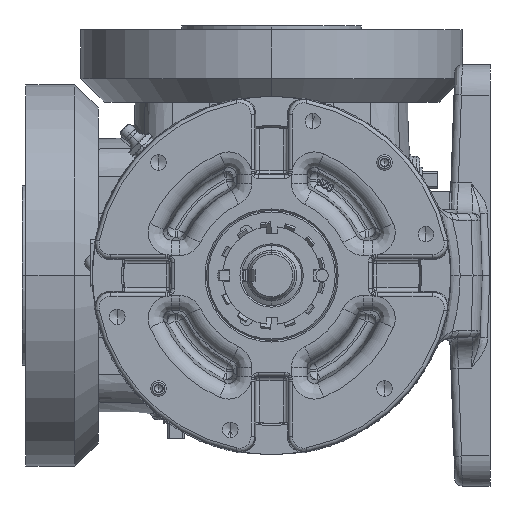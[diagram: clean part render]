
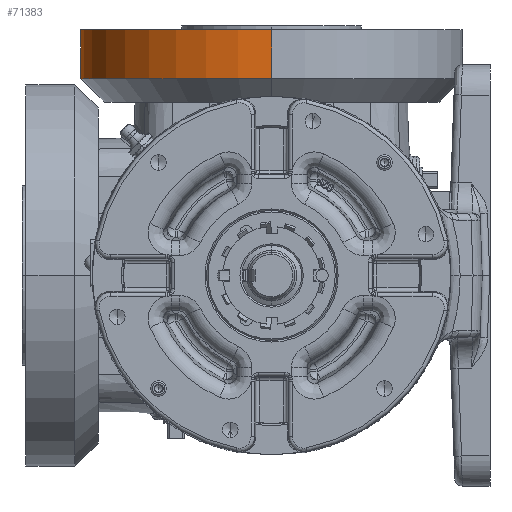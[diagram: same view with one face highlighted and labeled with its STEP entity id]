
A CAD part, left-side view. The second image highlights one B-rep face of the part: STEP entity #71383.
In plain terms, the highlighted cylindrical face has radius 77.724 mm (diameter 155.448 mm), a partial arc.
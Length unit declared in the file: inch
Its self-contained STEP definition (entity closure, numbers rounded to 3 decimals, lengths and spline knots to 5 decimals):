
#10459 = AXIS2_PLACEMENT_3D ( 'NONE', #123513, #181812, #144192 ) ;
#13672 = ORIENTED_EDGE ( 'NONE', *, *, #224006, .T. ) ;
#22803 = FACE_OUTER_BOUND ( 'NONE', #152517, .T. ) ;
#24535 = CARTESIAN_POINT ( 'NONE',  ( 1.835, 0., 3.94 ) ) ;
#31110 = LINE ( 'NONE', #67165, #132064 ) ;
#38609 = CARTESIAN_POINT ( 'NONE',  ( 4.895, 0., 3.94 ) ) ;
#45053 = DIRECTION ( 'NONE',  ( -1., 0., 0. ) ) ;
#59326 = DIRECTION ( 'NONE',  ( -1., 0., 0. ) ) ;
#65912 = CIRCLE ( 'NONE', #210697, 3.06 ) ;
#67165 = CARTESIAN_POINT ( 'NONE',  ( -1.225, 0., 2.4376 ) ) ;
#71383 = ADVANCED_FACE ( 'NONE', ( #22803 ), #101652, .T. ) ;
#72399 = CARTESIAN_POINT ( 'NONE',  ( -1.225, 0., 3.155 ) ) ;
#80020 = LINE ( 'NONE', #121432, #207751 ) ;
#83796 = VERTEX_POINT ( 'NONE', #38609 ) ;
#93465 = CARTESIAN_POINT ( 'NONE',  ( -1.225, 0., 3.94 ) ) ;
#101652 = CYLINDRICAL_SURFACE ( 'NONE', #10459, 3.06 ) ;
#118275 = VERTEX_POINT ( 'NONE', #93465 ) ;
#121432 = CARTESIAN_POINT ( 'NONE',  ( 4.895, 0., 2.4376 ) ) ;
#123513 = CARTESIAN_POINT ( 'NONE',  ( 1.835, 0., 2.4376 ) ) ;
#129560 = EDGE_CURVE ( 'NONE', #118275, #83796, #144244, .T. ) ;
#132064 = VECTOR ( 'NONE', #249582, 39.37008 ) ;
#144192 = DIRECTION ( 'NONE',  ( -1., 0., 0. ) ) ;
#144244 = CIRCLE ( 'NONE', #148434, 3.06 ) ;
#144306 = ORIENTED_EDGE ( 'NONE', *, *, #155025, .F. ) ;
#148434 = AXIS2_PLACEMENT_3D ( 'NONE', #24535, #223555, #45053 ) ;
#152517 = EDGE_LOOP ( 'NONE', ( #204994, #13672, #216337, #144306 ) ) ;
#155025 = EDGE_CURVE ( 'NONE', #118275, #252289, #31110, .T. ) ;
#158989 = DIRECTION ( 'NONE',  ( 0., 0., -1. ) ) ;
#160370 = DIRECTION ( 'NONE',  ( 0., 0., -1. ) ) ;
#175068 = EDGE_CURVE ( 'NONE', #252289, #188030, #65912, .T. ) ;
#179836 = CARTESIAN_POINT ( 'NONE',  ( 1.835, 0., 3.155 ) ) ;
#181655 = CARTESIAN_POINT ( 'NONE',  ( 4.895, 0., 3.155 ) ) ;
#181812 = DIRECTION ( 'NONE',  ( 0., 0., -1. ) ) ;
#188030 = VERTEX_POINT ( 'NONE', #181655 ) ;
#204994 = ORIENTED_EDGE ( 'NONE', *, *, #129560, .T. ) ;
#207751 = VECTOR ( 'NONE', #158989, 39.37008 ) ;
#210697 = AXIS2_PLACEMENT_3D ( 'NONE', #179836, #160370, #59326 ) ;
#216337 = ORIENTED_EDGE ( 'NONE', *, *, #175068, .F. ) ;
#223555 = DIRECTION ( 'NONE',  ( 0., 0., -1. ) ) ;
#224006 = EDGE_CURVE ( 'NONE', #83796, #188030, #80020, .T. ) ;
#249582 = DIRECTION ( 'NONE',  ( 0., 0., -1. ) ) ;
#252289 = VERTEX_POINT ( 'NONE', #72399 ) ;
